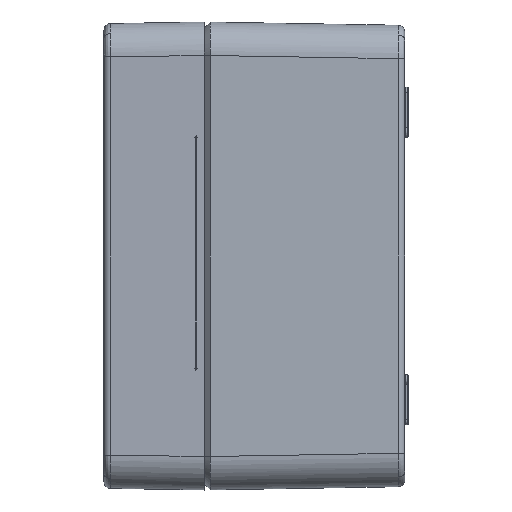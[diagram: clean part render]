
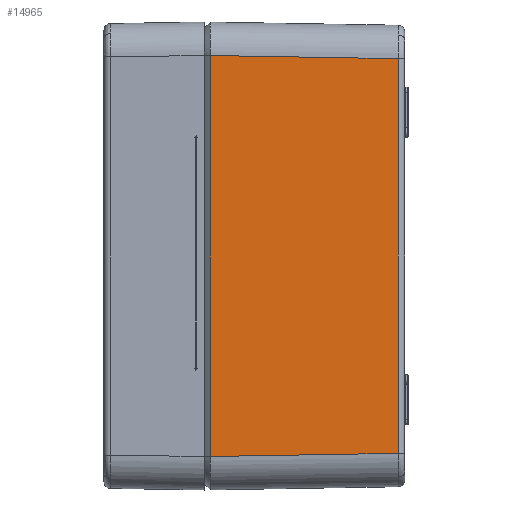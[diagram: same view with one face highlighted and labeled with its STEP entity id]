
A CAD part, left-side view. The second image highlights one B-rep face of the part: STEP entity #14965.
In plain terms, the highlighted planar face has unit normal (-1, -0.017, 0).
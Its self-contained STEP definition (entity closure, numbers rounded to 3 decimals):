
#1202=PLANE('',#16373);
#2079=LINE('',#43732,#3024);
#2080=LINE('',#43756,#3025);
#2081=LINE('',#43757,#3026);
#2082=LINE('',#43758,#3027);
#3024=VECTOR('',#19754,1000.);
#3025=VECTOR('',#19757,1000.);
#3026=VECTOR('',#19758,1000.);
#3027=VECTOR('',#19759,1000.);
#4407=FACE_OUTER_BOUND('',#5593,.T.);
#5593=EDGE_LOOP('',(#13161,#13162,#13163,#13164));
#7423=VERTEX_POINT('',#40958);
#7699=VERTEX_POINT('',#43731);
#7700=VERTEX_POINT('',#43754);
#7701=VERTEX_POINT('',#43755);
#9588=EDGE_CURVE('',#7423,#7699,#2079,.T.);
#9591=EDGE_CURVE('',#7700,#7701,#2080,.T.);
#9592=EDGE_CURVE('',#7701,#7423,#2081,.T.);
#9593=EDGE_CURVE('',#7699,#7700,#2082,.T.);
#13161=ORIENTED_EDGE('',*,*,#9591,.T.);
#13162=ORIENTED_EDGE('',*,*,#9592,.T.);
#13163=ORIENTED_EDGE('',*,*,#9588,.T.);
#13164=ORIENTED_EDGE('',*,*,#9593,.T.);
#14965=ADVANCED_FACE('',(#4407),#1202,.T.);
#16373=AXIS2_PLACEMENT_3D('',#43753,#19755,#19756);
#19754=DIRECTION('',(-0.017,1.,0.017));
#19755=DIRECTION('center_axis',(-1.,-0.017,
0.));
#19756=DIRECTION('ref_axis',(0.017,-1.,0.));
#19757=DIRECTION('',(0.017,-1.,0.017));
#19758=DIRECTION('',(0.,0.,1.));
#19759=DIRECTION('',(0.,0.,-1.));
#40958=CARTESIAN_POINT('',(-69.033,-58.033,59.034));
#43731=CARTESIAN_POINT('',(-69.97,-1.8,59.971));
#43732=CARTESIAN_POINT('',(-69.964,-2.165,59.965));
#43753=CARTESIAN_POINT('Origin',(-70.,0.,-70.));
#43754=CARTESIAN_POINT('',(-69.97,-1.8,-59.971));
#43755=CARTESIAN_POINT('',(-69.033,-58.033,-59.034));
#43756=CARTESIAN_POINT('',(-70.003,0.167,-60.004));
#43757=CARTESIAN_POINT('',(-69.033,-58.033,59.001));
#43758=CARTESIAN_POINT('',(-69.97,-1.8,-70.));
